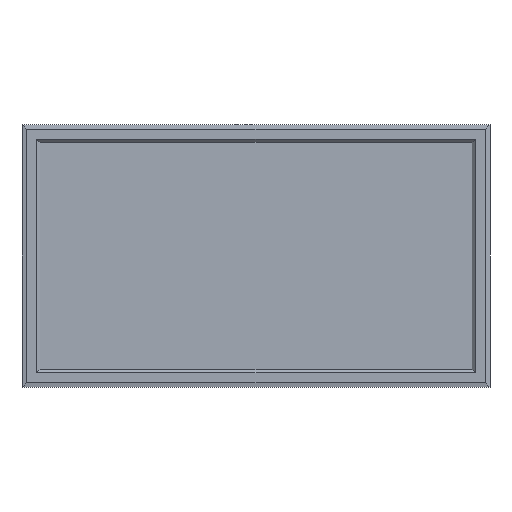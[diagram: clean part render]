
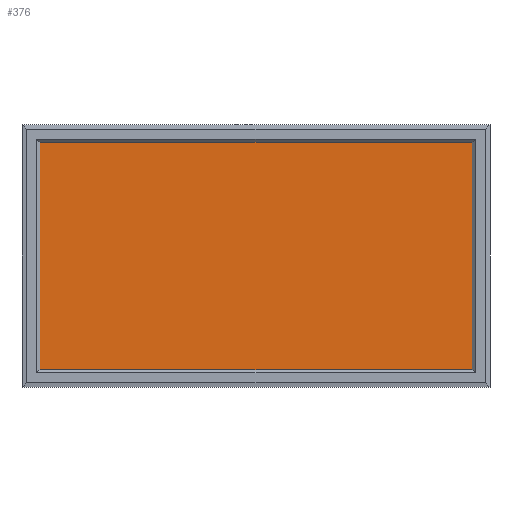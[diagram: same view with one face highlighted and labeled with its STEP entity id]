
A CAD part, front view. The second image highlights one B-rep face of the part: STEP entity #376.
In plain terms, the highlighted planar face has unit normal (0, -1, 0).
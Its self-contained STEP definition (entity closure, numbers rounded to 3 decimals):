
#33=PLANE('',#422);
#55=FACE_OUTER_BOUND('',#79,.T.);
#79=EDGE_LOOP('',(#333,#334,#335,#336));
#115=LINE('',#600,#160);
#118=LINE('',#605,#163);
#120=LINE('',#609,#165);
#122=LINE('',#612,#167);
#160=VECTOR('',#493,10.);
#163=VECTOR('',#498,10.);
#165=VECTOR('',#502,10.);
#167=VECTOR('',#506,10.);
#204=VERTEX_POINT('',#598);
#205=VERTEX_POINT('',#599);
#206=VERTEX_POINT('',#604);
#207=VERTEX_POINT('',#608);
#245=EDGE_CURVE('',#204,#205,#115,.T.);
#248=EDGE_CURVE('',#205,#206,#118,.T.);
#250=EDGE_CURVE('',#206,#207,#120,.T.);
#252=EDGE_CURVE('',#207,#204,#122,.T.);
#333=ORIENTED_EDGE('',*,*,#245,.F.);
#334=ORIENTED_EDGE('',*,*,#252,.F.);
#335=ORIENTED_EDGE('',*,*,#250,.F.);
#336=ORIENTED_EDGE('',*,*,#248,.F.);
#376=ADVANCED_FACE('',(#55),#33,.F.);
#422=AXIS2_PLACEMENT_3D('',#613,#507,#508);
#493=DIRECTION('',(0.,0.,1.));
#498=DIRECTION('',(1.,0.,0.));
#502=DIRECTION('',(0.,0.,-1.));
#506=DIRECTION('',(-1.,0.,0.));
#507=DIRECTION('center_axis',(0.,1.,0.));
#508=DIRECTION('ref_axis',(0.,0.,1.));
#598=CARTESIAN_POINT('',(-469.,-50.,-246.5));
#599=CARTESIAN_POINT('',(-469.,-50.,246.5));
#600=CARTESIAN_POINT('',(-469.,-50.,-126.75));
#604=CARTESIAN_POINT('',(469.,-50.,246.5));
#605=CARTESIAN_POINT('',(-238.,-50.,246.5));
#608=CARTESIAN_POINT('',(469.,-50.,-246.5));
#609=CARTESIAN_POINT('',(469.,-50.,126.75));
#612=CARTESIAN_POINT('',(238.,-50.,-246.5));
#613=CARTESIAN_POINT('Origin',(0.,-50.,0.));
